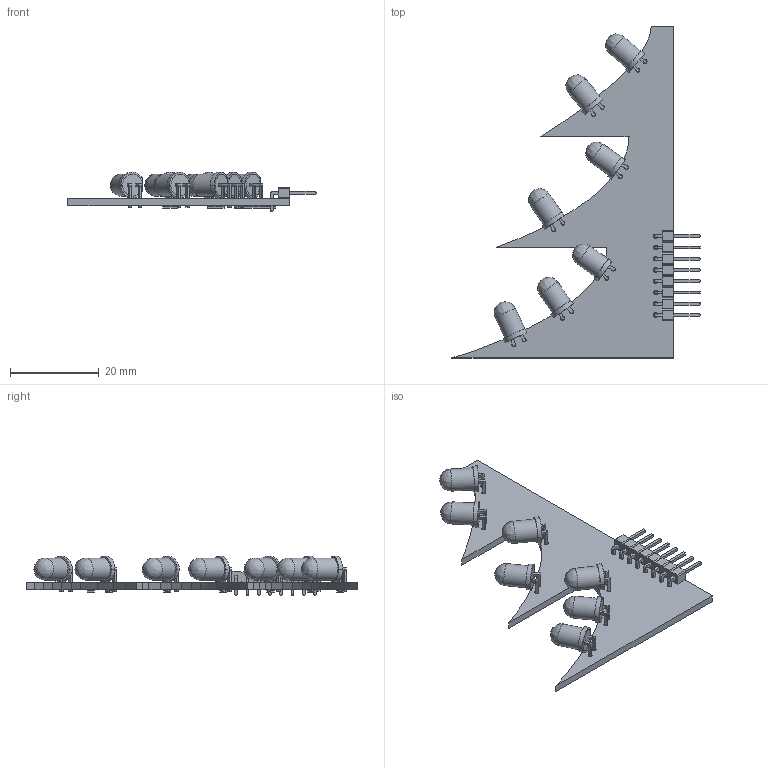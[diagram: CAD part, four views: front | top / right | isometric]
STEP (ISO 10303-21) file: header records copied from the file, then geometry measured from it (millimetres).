
FILE_DESCRIPTION(('KiCad electronic assembly'),'2;1');
FILE_NAME('PCB.step','2019-11-06T18:32:41',('An Author'),('A Company'), 'Open CASCADE STEP processor 6.9','KiCad to STEP converter','Unknown' );
FILE_SCHEMA(('AUTOMOTIVE_DESIGN { 1 0 10303 214 1 1 1 1 }'));
Length unit declared in the file: millimetre
Products named in the file (8): Open CASCADE STEP translator 6.9 1; R_1206_3216Metric; SOLID; PinHeader_1x08_P2.54mm_Horizontal; LED_D5.0mm_Horizontal_O1.27mm_Z3.0mm; COMPOUND
Assembly tree (19 placements, depth 3):
  Open CASCADE STEP translator 6.9 1
    R_1206_3216Metric  x7
      SOLID
    PinHeader_1x08_P2.54mm_Horizontal
      SOLID
    LED_D5.0mm_Horizontal_O1.27mm_Z3.0mm  x7
      SOLID
    COMPOUND
Bounding box: 56.04 x 75 x 8.89 mm (x, y, z)
Volume: 3729.6 mm3; surface area: 5532.9 mm2
Topology: 16 solids, 16 shells, 697 faces, 1736 edges, 1094 vertices
Faces by surface type: bspline 633, plane 42, cylinder 22
Full cylindrical faces by diameter (mm): 0.9 x14, 1 x8
Entity records: 21938 total; most frequent: CARTESIAN_POINT 6985, B_SPLINE_CURVE_WITH_KNOTS 1966, ORIENTED_EDGE 1742, PCURVE 1742, DEFINITIONAL_REPRESENTATION 1742, EDGE_CURVE 871, SURFACE_CURVE 847, DIRECTION 726
